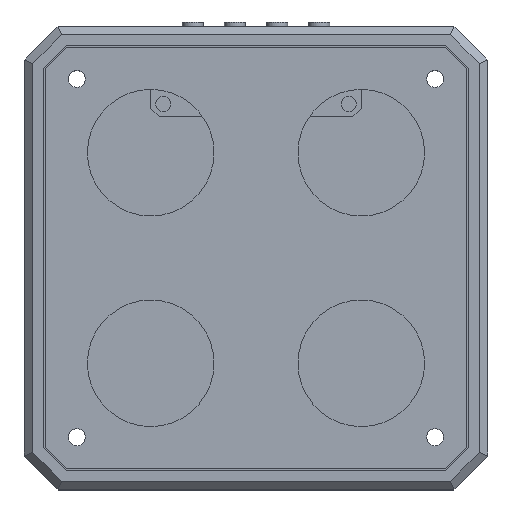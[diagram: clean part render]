
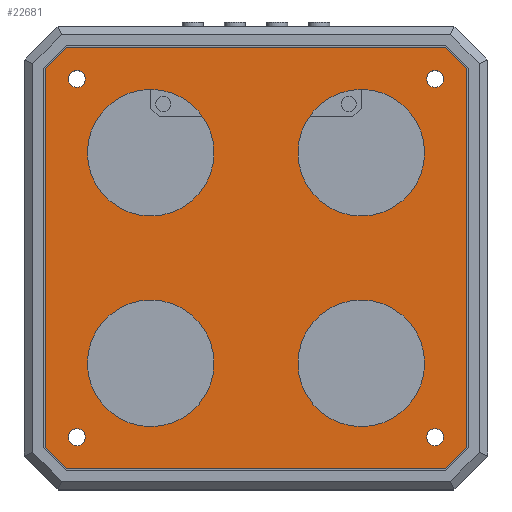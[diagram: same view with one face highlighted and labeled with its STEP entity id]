
A CAD part, top view. The second image highlights one B-rep face of the part: STEP entity #22681.
In plain terms, the highlighted planar face has unit normal (0, 0, 1).
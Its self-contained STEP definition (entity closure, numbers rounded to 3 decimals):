
#955=FACE_BOUND('',#2732,.T.);
#956=FACE_BOUND('',#2733,.T.);
#957=FACE_BOUND('',#2734,.T.);
#958=FACE_BOUND('',#2735,.T.);
#959=FACE_BOUND('',#2736,.T.);
#960=FACE_BOUND('',#2737,.T.);
#961=FACE_BOUND('',#2738,.T.);
#962=FACE_BOUND('',#2739,.T.);
#1173=CIRCLE('',#23963,2.025);
#1174=CIRCLE('',#23964,15.025);
#1175=CIRCLE('',#23965,2.025);
#1176=CIRCLE('',#23966,15.025);
#1177=CIRCLE('',#23967,15.025);
#1178=CIRCLE('',#23968,2.025);
#1179=CIRCLE('',#23969,15.025);
#1180=CIRCLE('',#23970,2.025);
#1520=FACE_OUTER_BOUND('',#2731,.T.);
#2731=EDGE_LOOP('',(#14319,#14320,#14321,#14322,#14323,#14324,#14325,#14326));
#2732=EDGE_LOOP('',(#14327));
#2733=EDGE_LOOP('',(#14328));
#2734=EDGE_LOOP('',(#14329));
#2735=EDGE_LOOP('',(#14330));
#2736=EDGE_LOOP('',(#14331));
#2737=EDGE_LOOP('',(#14332));
#2738=EDGE_LOOP('',(#14333));
#2739=EDGE_LOOP('',(#14334));
#4141=LINE('',#31042,#6554);
#4145=LINE('',#31050,#6558);
#4147=LINE('',#31054,#6560);
#4155=LINE('',#31086,#6568);
#4156=LINE('',#31088,#6569);
#4157=LINE('',#31090,#6570);
#4158=LINE('',#31092,#6571);
#4159=LINE('',#31093,#6572);
#6554=VECTOR('',#25513,1.);
#6558=VECTOR('',#25519,1.);
#6560=VECTOR('',#25523,1.);
#6568=VECTOR('',#25551,1.);
#6569=VECTOR('',#25552,1.);
#6570=VECTOR('',#25553,1.);
#6571=VECTOR('',#25554,1.);
#6572=VECTOR('',#25555,1.);
#8967=VERTEX_POINT('',#31039);
#8968=VERTEX_POINT('',#31041);
#8971=VERTEX_POINT('',#31048);
#8972=VERTEX_POINT('',#31053);
#8986=VERTEX_POINT('',#31085);
#8987=VERTEX_POINT('',#31087);
#8988=VERTEX_POINT('',#31089);
#8989=VERTEX_POINT('',#31091);
#8990=VERTEX_POINT('',#31094);
#8991=VERTEX_POINT('',#31096);
#8992=VERTEX_POINT('',#31098);
#8993=VERTEX_POINT('',#31100);
#8994=VERTEX_POINT('',#31102);
#8995=VERTEX_POINT('',#31104);
#8996=VERTEX_POINT('',#31106);
#8997=VERTEX_POINT('',#31108);
#11075=EDGE_CURVE('',#8967,#8968,#4141,.T.);
#11079=EDGE_CURVE('',#8971,#8967,#4145,.T.);
#11081=EDGE_CURVE('',#8968,#8972,#4147,.T.);
#11097=EDGE_CURVE('',#8986,#8971,#4155,.T.);
#11098=EDGE_CURVE('',#8987,#8986,#4156,.T.);
#11099=EDGE_CURVE('',#8988,#8987,#4157,.T.);
#11100=EDGE_CURVE('',#8989,#8988,#4158,.T.);
#11101=EDGE_CURVE('',#8972,#8989,#4159,.T.);
#11102=EDGE_CURVE('',#8990,#8990,#1173,.T.);
#11103=EDGE_CURVE('',#8991,#8991,#1174,.T.);
#11104=EDGE_CURVE('',#8992,#8992,#1175,.T.);
#11105=EDGE_CURVE('',#8993,#8993,#1176,.T.);
#11106=EDGE_CURVE('',#8994,#8994,#1177,.T.);
#11107=EDGE_CURVE('',#8995,#8995,#1178,.T.);
#11108=EDGE_CURVE('',#8996,#8996,#1179,.T.);
#11109=EDGE_CURVE('',#8997,#8997,#1180,.T.);
#14319=ORIENTED_EDGE('',*,*,#11075,.F.);
#14320=ORIENTED_EDGE('',*,*,#11079,.F.);
#14321=ORIENTED_EDGE('',*,*,#11097,.F.);
#14322=ORIENTED_EDGE('',*,*,#11098,.F.);
#14323=ORIENTED_EDGE('',*,*,#11099,.F.);
#14324=ORIENTED_EDGE('',*,*,#11100,.F.);
#14325=ORIENTED_EDGE('',*,*,#11101,.F.);
#14326=ORIENTED_EDGE('',*,*,#11081,.F.);
#14327=ORIENTED_EDGE('',*,*,#11102,.F.);
#14328=ORIENTED_EDGE('',*,*,#11103,.F.);
#14329=ORIENTED_EDGE('',*,*,#11104,.F.);
#14330=ORIENTED_EDGE('',*,*,#11105,.F.);
#14331=ORIENTED_EDGE('',*,*,#11106,.F.);
#14332=ORIENTED_EDGE('',*,*,#11107,.F.);
#14333=ORIENTED_EDGE('',*,*,#11108,.F.);
#14334=ORIENTED_EDGE('',*,*,#11109,.F.);
#20729=PLANE('',#23962);
#22681=ADVANCED_FACE('',(#1520,#955,#956,#957,#958,#959,#960,#961,#962),
#20729,.F.);
#23962=AXIS2_PLACEMENT_3D('',#31084,#25549,#25550);
#23963=AXIS2_PLACEMENT_3D('',#31095,#25556,#25557);
#23964=AXIS2_PLACEMENT_3D('',#31097,#25558,#25559);
#23965=AXIS2_PLACEMENT_3D('',#31099,#25560,#25561);
#23966=AXIS2_PLACEMENT_3D('',#31101,#25562,#25563);
#23967=AXIS2_PLACEMENT_3D('',#31103,#25564,#25565);
#23968=AXIS2_PLACEMENT_3D('',#31105,#25566,#25567);
#23969=AXIS2_PLACEMENT_3D('',#31107,#25568,#25569);
#23970=AXIS2_PLACEMENT_3D('',#31109,#25570,#25571);
#25513=DIRECTION('',(0.707,0.707,0.));
#25519=DIRECTION('',(0.,1.,0.));
#25523=DIRECTION('',(1.,0.,0.));
#25549=DIRECTION('center_axis',(0.,0.,-1.));
#25550=DIRECTION('ref_axis',(-1.,0.,0.));
#25551=DIRECTION('',(-0.707,0.707,0.));
#25552=DIRECTION('',(-1.,0.,0.));
#25553=DIRECTION('',(-0.707,-0.707,0.));
#25554=DIRECTION('',(0.,-1.,0.));
#25555=DIRECTION('',(0.707,-0.707,0.));
#25556=DIRECTION('center_axis',(0.,0.,1.));
#25557=DIRECTION('ref_axis',(1.,0.,0.));
#25558=DIRECTION('center_axis',(0.,0.,1.));
#25559=DIRECTION('ref_axis',(1.,0.,0.));
#25560=DIRECTION('center_axis',(0.,0.,1.));
#25561=DIRECTION('ref_axis',(1.,0.,0.));
#25562=DIRECTION('center_axis',(0.,0.,1.));
#25563=DIRECTION('ref_axis',(1.,0.,0.));
#25564=DIRECTION('center_axis',(0.,0.,1.));
#25565=DIRECTION('ref_axis',(1.,0.,0.));
#25566=DIRECTION('center_axis',(0.,0.,1.));
#25567=DIRECTION('ref_axis',(1.,0.,0.));
#25568=DIRECTION('center_axis',(0.,0.,1.));
#25569=DIRECTION('ref_axis',(1.,0.,0.));
#25570=DIRECTION('center_axis',(0.,0.,1.));
#25571=DIRECTION('ref_axis',(1.,0.,0.));
#31039=CARTESIAN_POINT('',(0.013,94.993,1.6));
#31041=CARTESIAN_POINT('',(5.007,99.987,1.6));
#31042=CARTESIAN_POINT('',(0.013,94.993,1.6));
#31048=CARTESIAN_POINT('',(0.013,5.005,1.6));
#31050=CARTESIAN_POINT('',(0.013,5.005,1.6));
#31053=CARTESIAN_POINT('',(94.996,99.987,1.6));
#31054=CARTESIAN_POINT('',(5.007,99.987,1.6));
#31084=CARTESIAN_POINT('Origin',(50.,50.,1.6));
#31085=CARTESIAN_POINT('',(5.005,0.013,1.6));
#31086=CARTESIAN_POINT('',(5.005,0.013,1.6));
#31087=CARTESIAN_POINT('',(94.996,0.013,1.6));
#31088=CARTESIAN_POINT('',(94.996,0.013,1.6));
#31089=CARTESIAN_POINT('',(99.987,5.007,1.6));
#31090=CARTESIAN_POINT('',(99.987,5.007,1.6));
#31091=CARTESIAN_POINT('',(99.987,94.993,1.6));
#31092=CARTESIAN_POINT('',(99.987,94.993,1.6));
#31093=CARTESIAN_POINT('',(94.996,99.987,1.6));
#31094=CARTESIAN_POINT('',(90.475,7.5,1.6));
#31095=CARTESIAN_POINT('Origin',(92.5,7.5,1.6));
#31096=CARTESIAN_POINT('',(59.975,25.,1.6));
#31097=CARTESIAN_POINT('Origin',(75.,25.,1.6));
#31098=CARTESIAN_POINT('',(5.475,7.5,1.6));
#31099=CARTESIAN_POINT('Origin',(7.5,7.5,1.6));
#31100=CARTESIAN_POINT('',(9.975,25.,1.6));
#31101=CARTESIAN_POINT('Origin',(25.,25.,1.6));
#31102=CARTESIAN_POINT('',(59.975,75.,1.6));
#31103=CARTESIAN_POINT('Origin',(75.,75.,1.6));
#31104=CARTESIAN_POINT('',(90.475,92.5,1.6));
#31105=CARTESIAN_POINT('Origin',(92.5,92.5,1.6));
#31106=CARTESIAN_POINT('',(9.975,75.,1.6));
#31107=CARTESIAN_POINT('Origin',(25.,75.,1.6));
#31108=CARTESIAN_POINT('',(5.475,92.5,1.6));
#31109=CARTESIAN_POINT('Origin',(7.5,92.5,1.6));
